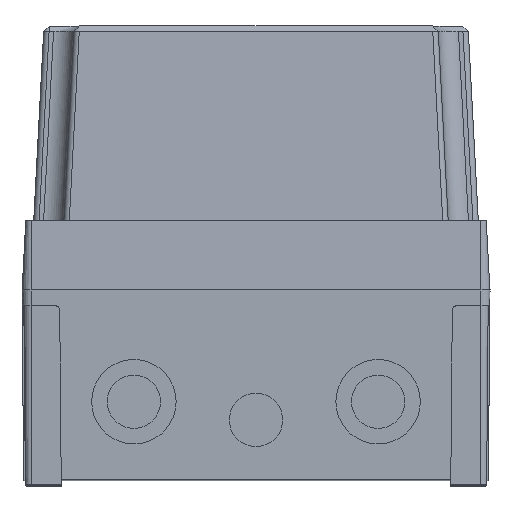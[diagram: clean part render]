
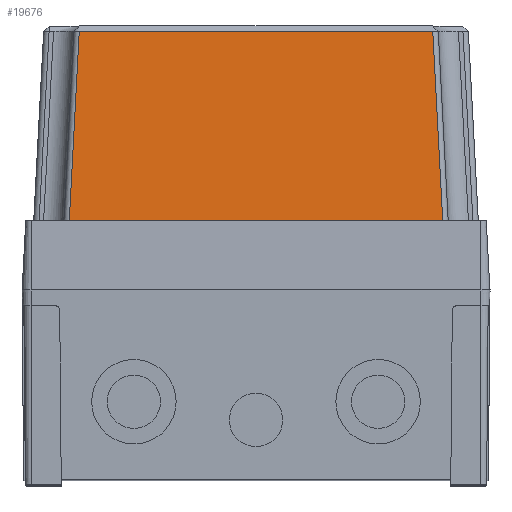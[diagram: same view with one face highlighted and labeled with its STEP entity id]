
A CAD part, top view. The second image highlights one B-rep face of the part: STEP entity #19676.
In plain terms, the highlighted planar face has unit normal (0, 0.052, 0.999).
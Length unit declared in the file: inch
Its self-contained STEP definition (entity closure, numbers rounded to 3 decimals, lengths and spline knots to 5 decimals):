
#349 = CARTESIAN_POINT ( 'NONE',  ( 2.67823, 3.92126, 4.69387 ) ) ;
#431 = ORIENTED_EDGE ( 'NONE', *, *, #15196, .T. ) ;
#845 = VERTEX_POINT ( 'NONE', #7972 ) ;
#3612 = CARTESIAN_POINT ( 'NONE',  ( -2.82885, 1.04724, 4.84449 ) ) ;
#3621 = PLANE ( 'NONE',  #4969 ) ;
#3766 = CARTESIAN_POINT ( 'NONE',  ( 2.91142, 1.04724, 4.84449 ) ) ;
#3927 = LINE ( 'NONE', #24126, #8528 ) ;
#4969 = AXIS2_PLACEMENT_3D ( 'NONE', #3766, #12412, #10312 ) ;
#5025 = VECTOR ( 'NONE', #24383, 39.37008 ) ;
#5703 = VERTEX_POINT ( 'NONE', #3612 ) ;
#6773 = VERTEX_POINT ( 'NONE', #15836 ) ;
#7972 = CARTESIAN_POINT ( 'NONE',  ( -2.67823, 3.92126, 4.69382 ) ) ;
#8089 = CARTESIAN_POINT ( 'NONE',  ( -0.89274, 3.92126, 4.69387 ) ) ;
#8528 = VECTOR ( 'NONE', #18227, 39.37008 ) ;
#9929 = CARTESIAN_POINT ( 'NONE',  ( 0.89274, 3.92126, 4.69387 ) ) ;
#9957 = CARTESIAN_POINT ( 'NONE',  ( 2.91142, 1.04724, 4.84449 ) ) ;
#10312 = DIRECTION ( 'NONE',  ( 1., 0., 0. ) ) ;
#12285 = EDGE_LOOP ( 'NONE', ( #20472, #24391, #431, #16423 ) ) ;
#12412 = DIRECTION ( 'NONE',  ( 0., 0.052, 0.999 ) ) ;
#15196 = EDGE_CURVE ( 'NONE', #845, #5703, #3927, .T. ) ;
#15694 = EDGE_CURVE ( 'NONE', #6773, #845, #18560, .T. ) ;
#15836 = CARTESIAN_POINT ( 'NONE',  ( 2.67823, 3.92126, 4.69387 ) ) ;
#16423 = ORIENTED_EDGE ( 'NONE', *, *, #22300, .T. ) ;
#17747 = LINE ( 'NONE', #23644, #23092 ) ;
#17939 = CARTESIAN_POINT ( 'NONE',  ( -2.67823, 3.92126, 4.69382 ) ) ;
#18227 = DIRECTION ( 'NONE',  ( -0.052, -0.997, 0.052 ) ) ;
#18560 = B_SPLINE_CURVE_WITH_KNOTS ( 'NONE', 3,
 ( #349, #9929, #8089, #17939 ),
 .UNSPECIFIED., .F., .F.,
 ( 4, 4 ),
 ( 0., 1. ),
 .UNSPECIFIED. ) ;
#19451 = DIRECTION ( 'NONE',  ( -0.052, 0.997, -0.052 ) ) ;
#19676 = ADVANCED_FACE ( 'NONE', ( #21606 ), #3621, .T. ) ;
#20412 = CARTESIAN_POINT ( 'NONE',  ( 2.82885, 1.04724, 4.84449 ) ) ;
#20452 = LINE ( 'NONE', #9957, #5025 ) ;
#20472 = ORIENTED_EDGE ( 'NONE', *, *, #21752, .T. ) ;
#21119 = VERTEX_POINT ( 'NONE', #20412 ) ;
#21606 = FACE_OUTER_BOUND ( 'NONE', #12285, .T. ) ;
#21752 = EDGE_CURVE ( 'NONE', #21119, #6773, #17747, .T. ) ;
#22300 = EDGE_CURVE ( 'NONE', #5703, #21119, #20452, .T. ) ;
#23092 = VECTOR ( 'NONE', #19451, 39.37008 ) ;
#23644 = CARTESIAN_POINT ( 'NONE',  ( 2.82908, 1.04294, 4.84471 ) ) ;
#24126 = CARTESIAN_POINT ( 'NONE',  ( -2.81317, 1.34644, 4.82881 ) ) ;
#24383 = DIRECTION ( 'NONE',  ( 1., 0., 0. ) ) ;
#24391 = ORIENTED_EDGE ( 'NONE', *, *, #15694, .T. ) ;
